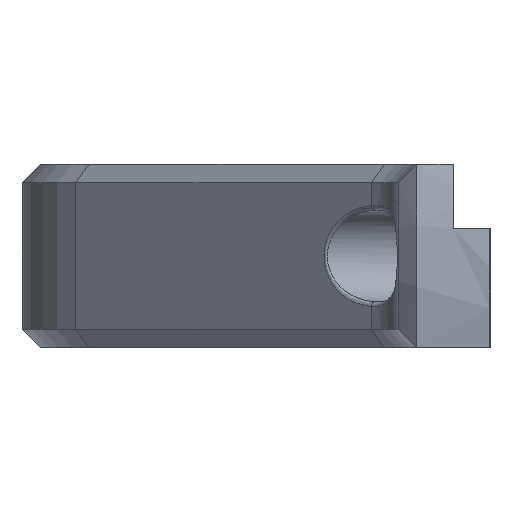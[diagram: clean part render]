
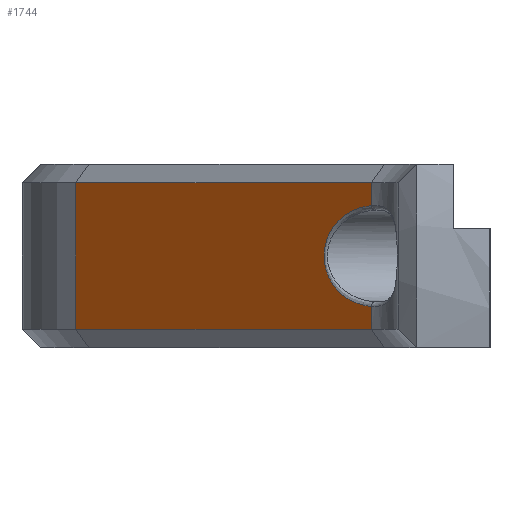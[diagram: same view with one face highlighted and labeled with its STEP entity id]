
A CAD part, left-side view. The second image highlights one B-rep face of the part: STEP entity #1744.
In plain terms, the highlighted planar face has unit normal (-0.707, 0.707, 0).
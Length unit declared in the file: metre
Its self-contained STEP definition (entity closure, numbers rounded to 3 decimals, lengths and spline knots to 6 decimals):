
#26=ELLIPSE('',#1894,0.007778,0.0055);
#278=ORIENTED_EDGE('',*,*,#762,.F.);
#279=ORIENTED_EDGE('',*,*,#763,.T.);
#280=ORIENTED_EDGE('',*,*,#764,.F.);
#281=ORIENTED_EDGE('',*,*,#765,.F.);
#282=ORIENTED_EDGE('',*,*,#760,.F.);
#283=ORIENTED_EDGE('',*,*,#731,.F.);
#731=EDGE_CURVE('',#977,#979,#1126,.T.);
#760=EDGE_CURVE('',#979,#997,#1143,.T.);
#762=EDGE_CURVE('',#998,#977,#1144,.T.);
#763=EDGE_CURVE('',#998,#999,#26,.F.);
#764=EDGE_CURVE('',#1000,#999,#1145,.T.);
#765=EDGE_CURVE('',#997,#1000,#1146,.T.);
#977=VERTEX_POINT('',#2665);
#979=VERTEX_POINT('',#2671);
#997=VERTEX_POINT('',#2744);
#998=VERTEX_POINT('',#2748);
#999=VERTEX_POINT('',#2750);
#1000=VERTEX_POINT('',#2752);
#1126=LINE('',#2674,#1300);
#1143=LINE('',#2743,#1317);
#1144=LINE('',#2747,#1318);
#1145=LINE('',#2751,#1319);
#1146=LINE('',#2753,#1320);
#1300=VECTOR('',#2124,1.);
#1317=VECTOR('',#2183,1.);
#1318=VECTOR('',#2188,1.);
#1319=VECTOR('',#2191,1.);
#1320=VECTOR('',#2192,1.);
#1456=EDGE_LOOP('',(#278,#279,#280,#281,#282,#283));
#1574=FACE_BOUND('',#1456,.T.);
#1677=PLANE('',#1893);
#1744=ADVANCED_FACE('',(#1574),#1677,.T.);
#1893=AXIS2_PLACEMENT_3D('',#2746,#2186,#2187);
#1894=AXIS2_PLACEMENT_3D('',#2749,#2189,#2190);
#2124=DIRECTION('',(0.707,0.707,0.));
#2183=DIRECTION('',(0.,0.,1.));
#2186=DIRECTION('',(-0.707,0.707,0.));
#2187=DIRECTION('',(0.,0.,1.));
#2188=DIRECTION('',(0.,0.,-1.));
#2189=DIRECTION('',(-0.707,0.707,0.));
#2190=DIRECTION('',(0.707,0.707,0.));
#2191=DIRECTION('',(0.,0.,-1.));
#2192=DIRECTION('',(-0.707,-0.707,0.));
#2665=CARTESIAN_POINT('',(-0.075355,0.007929,0.002));
#2671=CARTESIAN_POINT('',(-0.043142,0.040142,0.002));
#2674=CARTESIAN_POINT('',(-0.075355,0.007929,0.002));
#2743=CARTESIAN_POINT('',(-0.043142,0.040142,0.002));
#2744=CARTESIAN_POINT('',(-0.043142,0.040142,0.018));
#2746=CARTESIAN_POINT('',(-0.038284,0.045,0.));
#2747=CARTESIAN_POINT('',(-0.075355,0.007929,0.005));
#2748=CARTESIAN_POINT('',(-0.075355,0.007929,0.004511));
#2749=CARTESIAN_POINT('',(-0.075709,0.007575,0.01));
#2750=CARTESIAN_POINT('',(-0.075355,0.007929,0.015489));
#2751=CARTESIAN_POINT('',(-0.075355,0.007929,0.018));
#2752=CARTESIAN_POINT('',(-0.075355,0.007929,0.018));
#2753=CARTESIAN_POINT('',(-0.043142,0.040142,0.018));
